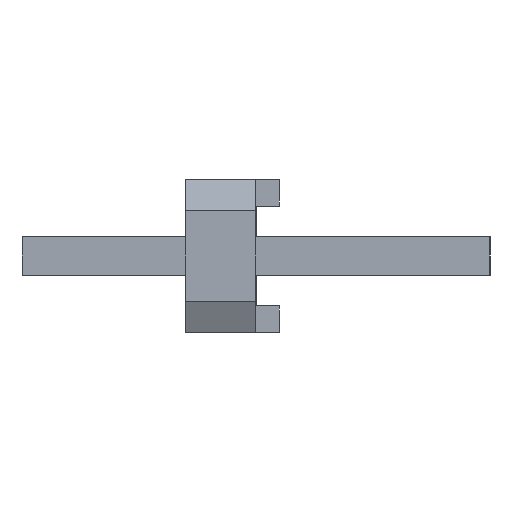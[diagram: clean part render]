
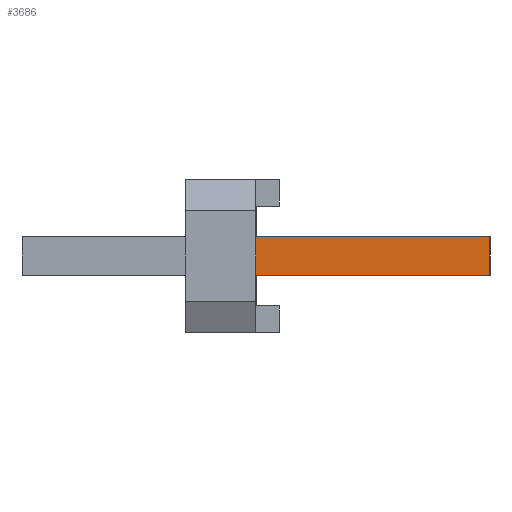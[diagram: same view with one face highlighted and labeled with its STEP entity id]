
A CAD part, left-side view. The second image highlights one B-rep face of the part: STEP entity #3686.
In plain terms, the highlighted planar face has unit normal (-1, 0, 0).
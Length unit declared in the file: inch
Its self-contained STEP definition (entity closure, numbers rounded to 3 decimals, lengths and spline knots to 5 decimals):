
#979=ORIENTED_EDGE('',*,*,#1541,.F.);
#980=ORIENTED_EDGE('',*,*,#1444,.T.);
#981=ORIENTED_EDGE('',*,*,#1425,.F.);
#982=ORIENTED_EDGE('',*,*,#1460,.F.);
#1425=EDGE_CURVE('',#1801,#1802,#2265,.T.);
#1444=EDGE_CURVE('',#1820,#1802,#2284,.T.);
#1460=EDGE_CURVE('',#1830,#1801,#2300,.T.);
#1541=EDGE_CURVE('',#1820,#1830,#2381,.T.);
#1801=VERTEX_POINT('',#5576);
#1802=VERTEX_POINT('',#5578);
#1820=VERTEX_POINT('',#5620);
#1830=VERTEX_POINT('',#5650);
#2265=LINE('',#5577,#2773);
#2284=LINE('',#5619,#2792);
#2300=LINE('',#5651,#2808);
#2381=LINE('',#5810,#2889);
#2773=VECTOR('',#4573,39.37008);
#2792=VECTOR('',#4602,39.37008);
#2808=VECTOR('',#4628,39.37008);
#2889=VECTOR('',#4757,39.37008);
#3096=EDGE_LOOP('',(#979,#980,#981,#982));
#3306=FACE_BOUND('',#3096,.T.);
#3496=PLANE('',#3903);
#3686=ADVANCED_FACE('',(#3306),#3496,.F.);
#3903=AXIS2_PLACEMENT_3D('',#5830,#4779,#4780);
#4573=DIRECTION('',(0.,0.,-1.));
#4602=DIRECTION('',(0.,-1.,0.));
#4628=DIRECTION('',(0.,-1.,0.));
#4757=DIRECTION('',(0.,0.,1.));
#4779=DIRECTION('',(1.,0.,0.));
#4780=DIRECTION('',(0.,0.,-1.));
#5576=CARTESIAN_POINT('',(-0.2125,0.,0.0125));
#5577=CARTESIAN_POINT('',(-0.2125,0.,0.0125));
#5578=CARTESIAN_POINT('',(-0.2125,0.,-0.0125));
#5619=CARTESIAN_POINT('',(-0.2125,0.3,-0.0125));
#5620=CARTESIAN_POINT('',(-0.2125,0.165,-0.0125));
#5650=CARTESIAN_POINT('',(-0.2125,0.165,0.0125));
#5651=CARTESIAN_POINT('',(-0.2125,0.3,0.0125));
#5810=CARTESIAN_POINT('',(-0.2125,0.165,0.0125));
#5830=CARTESIAN_POINT('',(-0.2125,0.3,0.0125));
